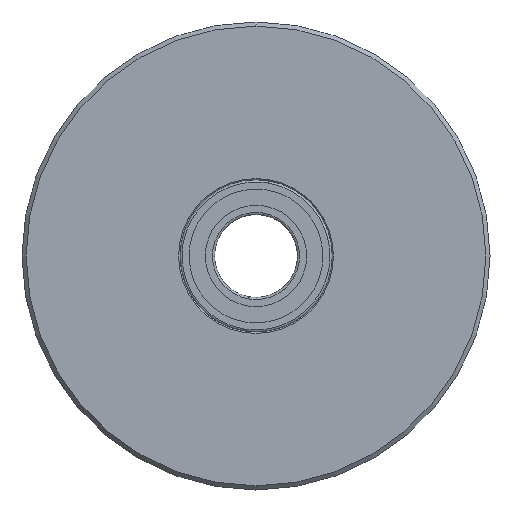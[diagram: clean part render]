
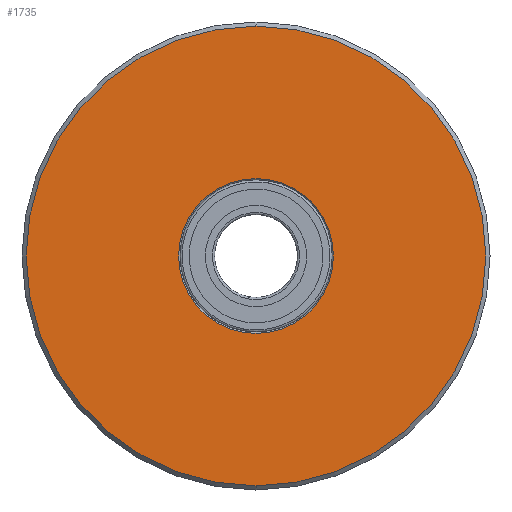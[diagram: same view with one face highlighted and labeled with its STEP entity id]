
A CAD part, left-side view. The second image highlights one B-rep face of the part: STEP entity #1735.
In plain terms, the highlighted planar face has unit normal (-1, 0, 0).
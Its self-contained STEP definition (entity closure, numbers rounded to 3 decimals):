
#53 = EDGE_CURVE ( 'NONE', #380, #803, #559, .T. ) ;
#103 = CARTESIAN_POINT ( 'NONE',  ( 0., 0., -56. ) ) ;
#380 = VERTEX_POINT ( 'NONE', #5559 ) ;
#559 = CIRCLE ( 'NONE', #2469, 166.25 ) ;
#803 = VERTEX_POINT ( 'NONE', #3025 ) ;
#807 = CARTESIAN_POINT ( 'NONE',  ( 0., 0., 0. ) ) ;
#847 = EDGE_CURVE ( 'NONE', #803, #380, #3116, .T. ) ;
#861 = CARTESIAN_POINT ( 'NONE',  ( 0., 0., 0. ) ) ;
#885 = DIRECTION ( 'NONE',  ( -1., 0., 0. ) ) ;
#935 = DIRECTION ( 'NONE',  ( -1., 0., 0. ) ) ;
#1251 = DIRECTION ( 'NONE',  ( 0., 0., 1. ) ) ;
#1681 = DIRECTION ( 'NONE',  ( 1., 0., 0. ) ) ;
#1735 = ADVANCED_FACE ( 'NONE', ( #4823, #4208 ), #3808, .T. ) ;
#2460 = EDGE_CURVE ( 'NONE', #5767, #4968, #2732, .T. ) ;
#2469 = AXIS2_PLACEMENT_3D ( 'NONE', #807, #3580, #1251 ) ;
#2732 = CIRCLE ( 'NONE', #6266, 56. ) ;
#2881 = CARTESIAN_POINT ( 'NONE',  ( 0., 0., 56. ) ) ;
#2894 = ORIENTED_EDGE ( 'NONE', *, *, #53, .T. ) ;
#3025 = CARTESIAN_POINT ( 'NONE',  ( 0., 0., 166.25 ) ) ;
#3100 = DIRECTION ( 'NONE',  ( 0., 0., 1. ) ) ;
#3116 = CIRCLE ( 'NONE', #5041, 166.25 ) ;
#3444 = CIRCLE ( 'NONE', #5558, 56. ) ;
#3580 = DIRECTION ( 'NONE',  ( -1., 0., 0. ) ) ;
#3630 = CARTESIAN_POINT ( 'NONE',  ( 0., 0., 0. ) ) ;
#3659 = AXIS2_PLACEMENT_3D ( 'NONE', #4275, #935, #5672 ) ;
#3808 = PLANE ( 'NONE',  #3659 ) ;
#4067 = DIRECTION ( 'NONE',  ( 1., 0., 0. ) ) ;
#4208 = FACE_BOUND ( 'NONE', #4466, .T. ) ;
#4264 = DIRECTION ( 'NONE',  ( 0., 0., 1. ) ) ;
#4275 = CARTESIAN_POINT ( 'NONE',  ( 0., 40., 0. ) ) ;
#4350 = CARTESIAN_POINT ( 'NONE',  ( 0., 0., 0. ) ) ;
#4466 = EDGE_LOOP ( 'NONE', ( #4898, #5305 ) ) ;
#4663 = EDGE_CURVE ( 'NONE', #4968, #5767, #3444, .T. ) ;
#4729 = ORIENTED_EDGE ( 'NONE', *, *, #847, .T. ) ;
#4823 = FACE_OUTER_BOUND ( 'NONE', #6243, .T. ) ;
#4898 = ORIENTED_EDGE ( 'NONE', *, *, #2460, .T. ) ;
#4968 = VERTEX_POINT ( 'NONE', #103 ) ;
#5041 = AXIS2_PLACEMENT_3D ( 'NONE', #861, #885, #4264 ) ;
#5305 = ORIENTED_EDGE ( 'NONE', *, *, #4663, .T. ) ;
#5558 = AXIS2_PLACEMENT_3D ( 'NONE', #3630, #1681, #5970 ) ;
#5559 = CARTESIAN_POINT ( 'NONE',  ( 0., 0., -166.25 ) ) ;
#5672 = DIRECTION ( 'NONE',  ( 0., 0., 1. ) ) ;
#5767 = VERTEX_POINT ( 'NONE', #2881 ) ;
#5970 = DIRECTION ( 'NONE',  ( 0., 0., 1. ) ) ;
#6243 = EDGE_LOOP ( 'NONE', ( #2894, #4729 ) ) ;
#6266 = AXIS2_PLACEMENT_3D ( 'NONE', #4350, #4067, #3100 ) ;
